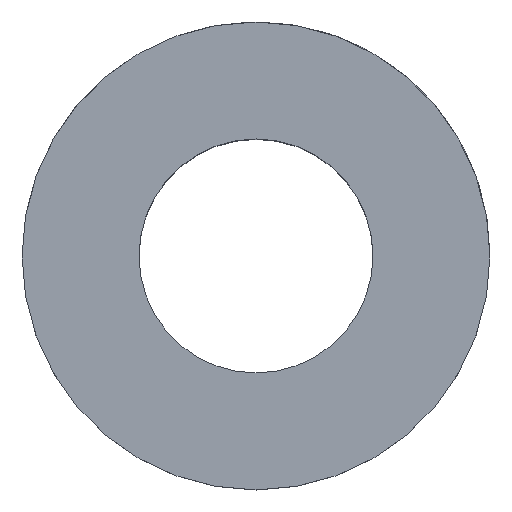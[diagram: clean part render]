
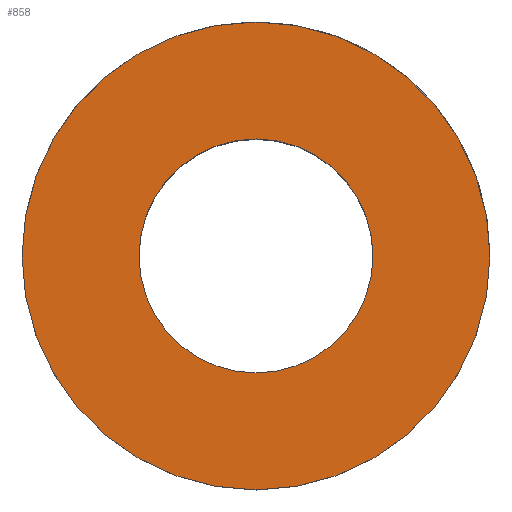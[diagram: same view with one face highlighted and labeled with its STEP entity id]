
A CAD part, top view. The second image highlights one B-rep face of the part: STEP entity #858.
In plain terms, the highlighted planar face has unit normal (0, 0, 1).
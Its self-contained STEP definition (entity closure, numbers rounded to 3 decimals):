
#136=CARTESIAN_POINT('',(2.,0.,5.));
#137=VERTEX_POINT('',#136);
#138=CARTESIAN_POINT('',(-2.,0.,5.));
#139=VERTEX_POINT('',#138);
#140=CARTESIAN_POINT('',(0.,0.,5.));
#141=DIRECTION('',(1.,0.,0.));
#142=DIRECTION('',(0.,0.,1.));
#143=AXIS2_PLACEMENT_3D('',#140,#142,#141);
#144=CIRCLE('',#143,2.);
#145=EDGE_CURVE('',#137,#139,#144,.T.);
#147=CARTESIAN_POINT('',(0.,0.,5.));
#148=DIRECTION('',(-1.,0.,0.));
#149=DIRECTION('',(-0.,0.,1.));
#150=AXIS2_PLACEMENT_3D('',#147,#149,#148);
#151=CIRCLE('',#150,2.);
#152=EDGE_CURVE('',#139,#137,#151,.T.);
#814=CARTESIAN_POINT('',(4.,0.,5.));
#815=VERTEX_POINT('',#814);
#816=CARTESIAN_POINT('',(-4.,0.,5.));
#817=VERTEX_POINT('',#816);
#818=CARTESIAN_POINT('',(0.,0.,5.));
#819=DIRECTION('',(1.,0.,0.));
#820=DIRECTION('',(-0.,0.,-1.));
#821=AXIS2_PLACEMENT_3D('',#818,#820,#819);
#822=CIRCLE('',#821,4.);
#823=EDGE_CURVE('',#815,#817,#822,.T.);
#835=CARTESIAN_POINT('',(0.,0.,5.));
#836=DIRECTION('',(-1.,0.,0.));
#837=DIRECTION('',(0.,0.,-1.));
#838=AXIS2_PLACEMENT_3D('',#835,#837,#836);
#839=CIRCLE('',#838,4.);
#840=EDGE_CURVE('',#817,#815,#839,.T.);
#845=CARTESIAN_POINT('',(0.,0.,5.));
#846=DIRECTION('',(1.,0.,0.));
#847=DIRECTION('',(0.,0.,1.));
#848=AXIS2_PLACEMENT_3D('',#845,#847,#846);
#849=PLANE('',#848);
#850=ORIENTED_EDGE('',*,*,#840,.F.);
#851=ORIENTED_EDGE('',*,*,#823,.F.);
#852=EDGE_LOOP('',(#850,#851));
#853=FACE_OUTER_BOUND('',#852,.T.);
#854=ORIENTED_EDGE('',*,*,#152,.F.);
#855=ORIENTED_EDGE('',*,*,#145,.F.);
#856=EDGE_LOOP('',(#854,#855));
#857=FACE_BOUND('',#856,.T.);
#858=ADVANCED_FACE('F28',(#853,#857),#849,.T.);
